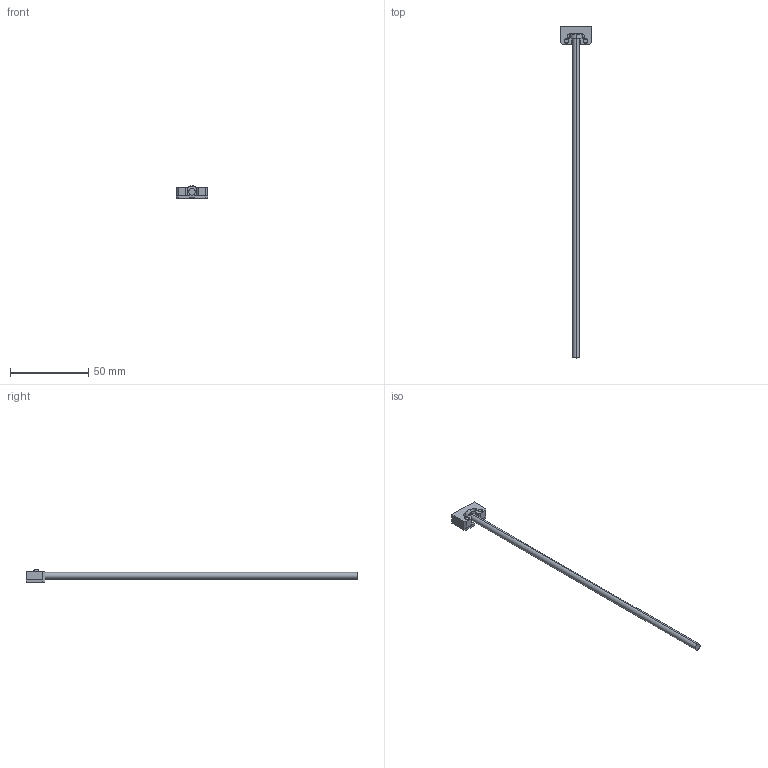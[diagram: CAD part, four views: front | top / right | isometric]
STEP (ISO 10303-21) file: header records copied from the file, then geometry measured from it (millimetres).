
FILE_DESCRIPTION (( 'STEP AP203' ), '1' );
FILE_NAME ('913d.STEP', '2023-01-11T09:50:34', ( '' ), ( '' ), 'SwSTEP 2.0', 'SolidWorks 2019', '' );
FILE_SCHEMA (( 'CONFIG_CONTROL_DESIGN' ));
Length unit declared in the file: millimetre
Products named in the file (5): Lamellar_Gas_Vent_ISGL20C f95f440e1daabcff39c7ef519a7ec95d; Pin_20 f95f440e1daabcff39c7ef519a7ec95d; Bolt f95f440e1daabcff39c7ef519a7ec95d; 913d; Lamela f95f440e1daabcff39c7ef519a7ec95d
Assembly tree (5 placements, depth 2):
  913d
    Lamellar_Gas_Vent_ISGL20C f95f440e1daabcff39c7ef519a7ec95d
    Bolt f95f440e1daabcff39c7ef519a7ec95d
    Lamela f95f440e1daabcff39c7ef519a7ec95d
    Pin_20 f95f440e1daabcff39c7ef519a7ec95d  x2
Bounding box: 20 x 212 x 7.93 mm (x, y, z)
Volume: 4351.1 mm3; surface area: 4461.2 mm2
Topology: 5 solids, 5 shells, 78 faces, 189 edges, 122 vertices
Faces by surface type: plane 39, cylinder 27, cone 12
Entity records: 2664 total; most frequent: DIRECTION 389, CARTESIAN_POINT 367, ORIENTED_EDGE 350, EDGE_CURVE 175, AXIS2_PLACEMENT_3D 136, VECTOR 117, LINE 117, VERTEX_POINT 114
